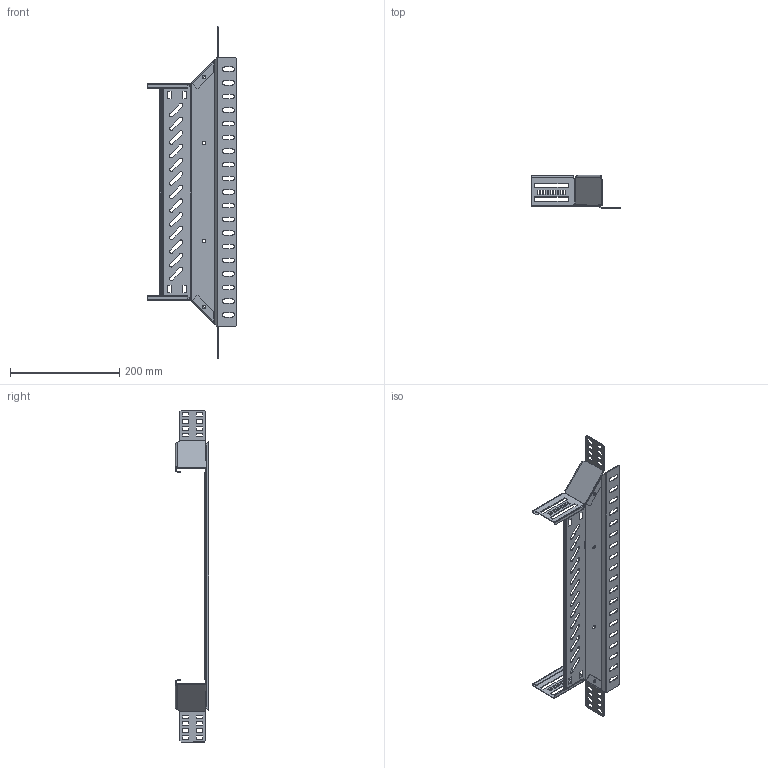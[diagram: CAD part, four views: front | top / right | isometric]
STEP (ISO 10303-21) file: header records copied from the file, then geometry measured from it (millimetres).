
FILE_DESCRIPTION (( 'STEP AP214' ), '1' );
FILE_NAME ('6042119.STEP', '2024-05-24T09:04:22', ( '' ), ( '' ), 'SwSTEP 2.0', 'SolidWorks 2022', '' );
FILE_SCHEMA (( 'AUTOMOTIVE_DESIGN' ));
Length unit declared in the file: millimetre
Products named in the file (4): 167752_400; 180291_60 R; 180291_60 L; 6042119
Assembly tree (3 placements, depth 2):
  6042119
    167752_400
    180291_60 L
    180291_60 R
Bounding box: 163.29 x 61.25 x 608.16 mm (x, y, z)
Volume: 85310.1 mm3; surface area: 165613.6 mm2
Topology: 3 solids, 3 shells, 615 faces, 1699 edges, 1090 vertices
Faces by surface type: plane 352, cylinder 243, bspline 20
Entity records: 20659 total; most frequent: CARTESIAN_POINT 4190, ORIENTED_EDGE 3398, DIRECTION 3253, EDGE_CURVE 1699, VECTOR 1159, LINE 1159, VERTEX_POINT 1090, AXIS2_PLACEMENT_3D 1047
